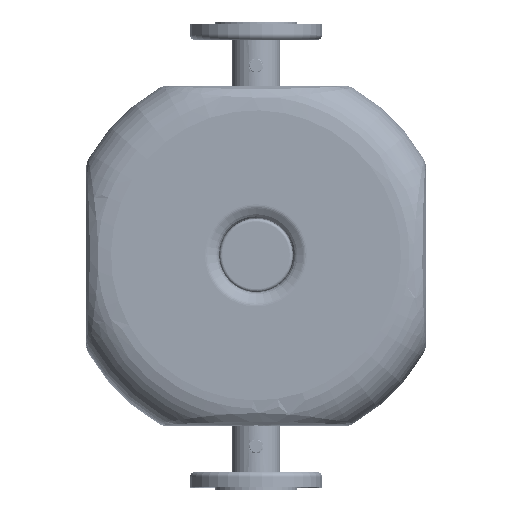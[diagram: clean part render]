
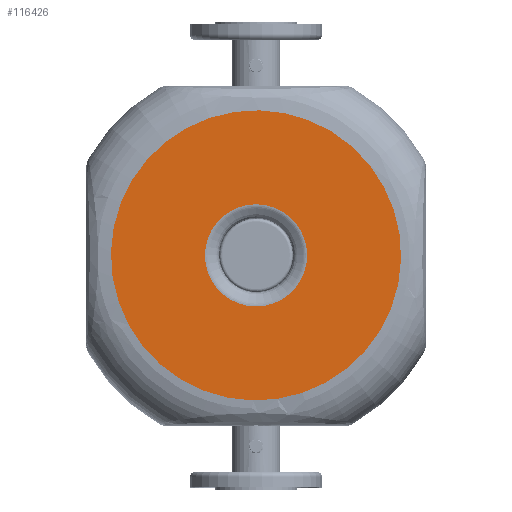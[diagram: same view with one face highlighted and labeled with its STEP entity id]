
A CAD part, top view. The second image highlights one B-rep face of the part: STEP entity #116426.
In plain terms, the highlighted planar face has unit normal (0, 0, 1).
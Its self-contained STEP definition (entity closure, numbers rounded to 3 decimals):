
#112909=CARTESIAN_POINT('Vertex',(-63.402,53.5,462.)) ;
#112912=CARTESIAN_POINT('Axis2P3D Location',(0.,53.5,462.)) ;
#112916=CARTESIAN_POINT('Vertex',(63.402,53.5,462.)) ;
#112950=CARTESIAN_POINT('Axis2P3D Location',(0.,53.5,462.)) ;
#114677=CARTESIAN_POINT('Vertex',(-157.965,-32.797,462.)) ;
#114680=CARTESIAN_POINT('Axis2P3D Location',(0.,53.5,462.)) ;
#114684=CARTESIAN_POINT('Vertex',(157.965,139.797,462.)) ;
#115623=CARTESIAN_POINT('Axis2P3D Location',(0.,53.5,462.)) ;
#116413=CARTESIAN_POINT('Axis2P3D Location',(-180.,53.5,462.)) ;
#112913=DIRECTION('Axis2P3D Direction',(0.,0.,1.)) ;
#112951=DIRECTION('Axis2P3D Direction',(-0.,0.,1.)) ;
#114681=DIRECTION('Axis2P3D Direction',(0.,-0.,1.)) ;
#115624=DIRECTION('Axis2P3D Direction',(0.,-0.,1.)) ;
#116414=DIRECTION('Axis2P3D Direction',(0.,-0.,1.)) ;
#116415=DIRECTION('Axis2P3D XDirection',(0.,1.,0.)) ;
#112914=AXIS2_PLACEMENT_3D('Circle Axis2P3D',#112912,#112913,$) ;
#112952=AXIS2_PLACEMENT_3D('Circle Axis2P3D',#112950,#112951,$) ;
#114682=AXIS2_PLACEMENT_3D('Circle Axis2P3D',#114680,#114681,$) ;
#115625=AXIS2_PLACEMENT_3D('Circle Axis2P3D',#115623,#115624,$) ;
#116416=AXIS2_PLACEMENT_3D('Plane Axis2P3D',#116413,#116414,#116415) ;
#112915=CIRCLE('generated circle',#112914,63.402) ;
#112953=CIRCLE('generated circle',#112952,63.402) ;
#114683=CIRCLE('generated circle',#114682,180.) ;
#115626=CIRCLE('generated circle',#115625,180.) ;
#116417=PLANE('',#116416) ;
#116425=FACE_BOUND('',#116422,.T.) ;
#112918=EDGE_CURVE('',#112910,#112917,#112915,.T.) ;
#112954=EDGE_CURVE('',#112917,#112910,#112953,.T.) ;
#114686=EDGE_CURVE('',#114685,#114678,#114683,.T.) ;
#115627=EDGE_CURVE('',#114678,#114685,#115626,.T.) ;
#116419=ORIENTED_EDGE('',*,*,#114686,.T.) ;
#116420=ORIENTED_EDGE('',*,*,#115627,.T.) ;
#116423=ORIENTED_EDGE('',*,*,#112954,.F.) ;
#116424=ORIENTED_EDGE('',*,*,#112918,.F.) ;
#116418=EDGE_LOOP('',(#116419,#116420)) ;
#116422=EDGE_LOOP('',(#116423,#116424)) ;
#112910=VERTEX_POINT('',#112909) ;
#112917=VERTEX_POINT('',#112916) ;
#114678=VERTEX_POINT('',#114677) ;
#114685=VERTEX_POINT('',#114684) ;
#116426=ADVANCED_FACE('H0016158.1\\PartBody',(#116421,#116425),#116417,.T.) ;
#116421=FACE_OUTER_BOUND('',#116418,.T.) ;
